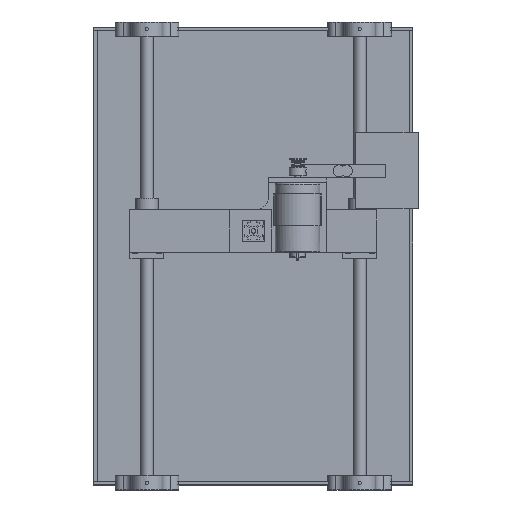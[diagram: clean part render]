
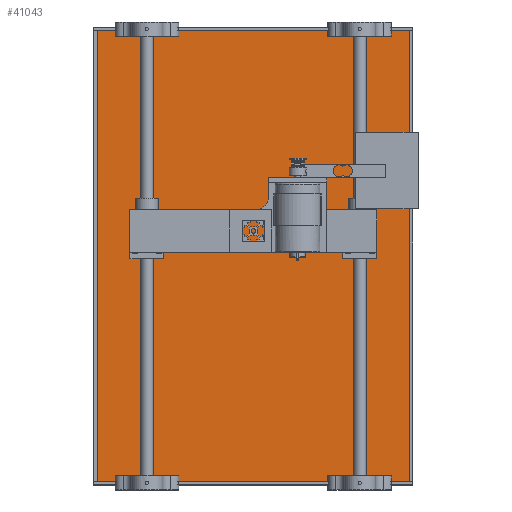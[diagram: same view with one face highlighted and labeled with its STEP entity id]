
A CAD part, top view. The second image highlights one B-rep face of the part: STEP entity #41043.
In plain terms, the highlighted planar face has unit normal (0, 0, 1).
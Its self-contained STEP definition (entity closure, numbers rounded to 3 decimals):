
#6655=FACE_OUTER_BOUND('',#9194,.T.);
#9194=EDGE_LOOP('',(#37609,#37610,#37611,#37612));
#12576=LINE('',#86225,#15975);
#12580=LINE('',#86234,#15979);
#12582=LINE('',#86237,#15981);
#12584=LINE('',#86240,#15983);
#15975=VECTOR('',#52345,10.);
#15979=VECTOR('',#52351,10.);
#15981=VECTOR('',#52355,10.);
#15983=VECTOR('',#52359,10.);
#19480=VERTEX_POINT('',#86222);
#19481=VERTEX_POINT('',#86224);
#19484=VERTEX_POINT('',#86231);
#19485=VERTEX_POINT('',#86233);
#25543=EDGE_CURVE('',#19480,#19481,#12576,.T.);
#25547=EDGE_CURVE('',#19484,#19485,#12580,.F.);
#25549=EDGE_CURVE('',#19481,#19484,#12582,.F.);
#25551=EDGE_CURVE('',#19480,#19485,#12584,.T.);
#37609=ORIENTED_EDGE('',*,*,#25551,.T.);
#37610=ORIENTED_EDGE('',*,*,#25547,.F.);
#37611=ORIENTED_EDGE('',*,*,#25549,.F.);
#37612=ORIENTED_EDGE('',*,*,#25543,.F.);
#38884=PLANE('',#43771);
#41043=ADVANCED_FACE('',(#6655),#38884,.F.);
#43771=AXIS2_PLACEMENT_3D('',#86239,#52357,#52358);
#52345=DIRECTION('',(0.,1.,0.));
#52351=DIRECTION('',(0.,1.,0.));
#52355=DIRECTION('',(-1.,0.,0.));
#52357=DIRECTION('center_axis',(0.,0.,-1.));
#52358=DIRECTION('ref_axis',(1.,0.,0.));
#52359=DIRECTION('',(1.,0.,0.));
#86222=CARTESIAN_POINT('',(-146.95,-211.95,220.022));
#86224=CARTESIAN_POINT('',(-146.95,211.95,220.022));
#86225=CARTESIAN_POINT('',(-146.95,0.,220.022));
#86231=CARTESIAN_POINT('',(146.95,211.95,220.022));
#86233=CARTESIAN_POINT('',(146.95,-211.95,220.022));
#86234=CARTESIAN_POINT('',(146.95,0.,220.022));
#86237=CARTESIAN_POINT('',(0.,211.95,220.022));
#86239=CARTESIAN_POINT('Origin',(0.,0.,220.022));
#86240=CARTESIAN_POINT('',(0.,-211.95,220.022));
